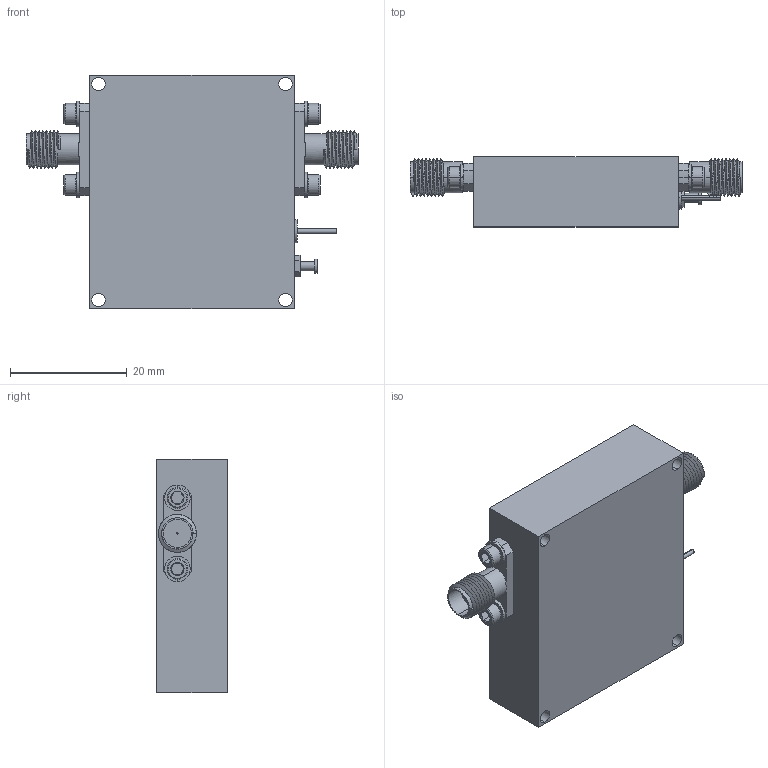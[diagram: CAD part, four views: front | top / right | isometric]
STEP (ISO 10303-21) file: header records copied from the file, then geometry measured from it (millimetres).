
FILE_DESCRIPTION (( 'STEP AP203' ), '1' );
FILE_NAME ('BG-ZC-1 DF.STEP', '2019-05-16T22:52:50', ( '' ), ( '' ), 'SwSTEP 2.0', 'SolidWorks 2016', '' );
FILE_SCHEMA (( 'CONFIG_CONTROL_DESIGN' ));
Length unit declared in the file: inch
Products named in the file (1): BG-ZC-1 DF
Bounding box: 56.84 x 12 x 40.01 mm (x, y, z)
Volume: 17302 mm3; surface area: 6301.3 mm2
Topology: 1 solids, 1 shells, 330 faces, 842 edges, 528 vertices
Faces by surface type: cylinder 156, plane 114, cone 44, bspline 16
Entity records: 14821 total; most frequent: CARTESIAN_POINT 7281, ORIENTED_EDGE 1684, DIRECTION 1460, EDGE_CURVE 842, AXIS2_PLACEMENT_3D 543, VERTEX_POINT 528, VECTOR 374, LINE 374
